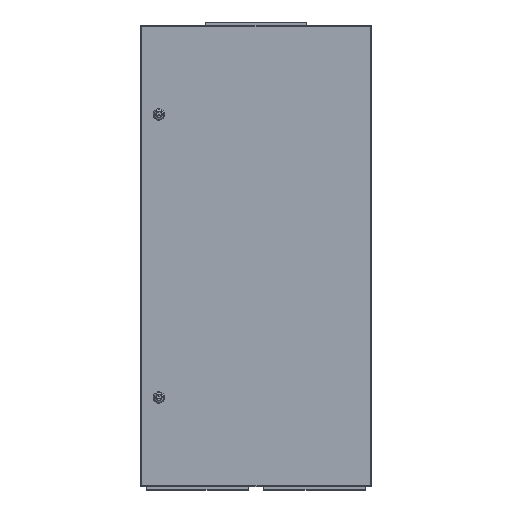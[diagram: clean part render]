
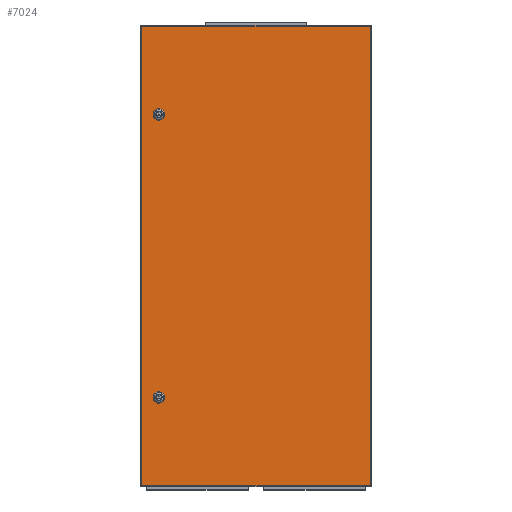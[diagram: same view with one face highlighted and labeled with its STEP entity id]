
A CAD part, top view. The second image highlights one B-rep face of the part: STEP entity #7024.
In plain terms, the highlighted planar face has unit normal (0, 0, 1).
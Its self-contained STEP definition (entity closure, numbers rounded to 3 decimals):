
#197 = AXIS2_PLACEMENT_3D ( 'NONE', #13327, #18768, #7991 ) ;
#412 = DIRECTION ( 'NONE',  ( 1., 0., 0. ) ) ;
#474 = CIRCLE ( 'NONE', #5344, 16. ) ;
#603 = VERTEX_POINT ( 'NONE', #18786 ) ;
#635 = CARTESIAN_POINT ( 'NONE',  ( -273.5, 398.5, 24.5 ) ) ;
#1041 = EDGE_CURVE ( 'NONE', #9429, #13290, #19985, .T. ) ;
#1075 = ORIENTED_EDGE ( 'NONE', *, *, #3520, .F. ) ;
#1415 = DIRECTION ( 'NONE',  ( 1., 0., 0. ) ) ;
#1871 = ORIENTED_EDGE ( 'NONE', *, *, #22021, .T. ) ;
#2088 = VECTOR ( 'NONE', #23101, 1000. ) ;
#2256 = LINE ( 'NONE', #16754, #16668 ) ;
#2364 = CIRCLE ( 'NONE', #19589, 16. ) ;
#2950 = ORIENTED_EDGE ( 'NONE', *, *, #5646, .F. ) ;
#3270 = CARTESIAN_POINT ( 'NONE',  ( -273.5, -398.5, 24.5 ) ) ;
#3520 = EDGE_CURVE ( 'NONE', #17943, #7976, #2364, .T. ) ;
#4159 = DIRECTION ( 'NONE',  ( 0., -1., 0. ) ) ;
#4447 = LINE ( 'NONE', #8680, #9215 ) ;
#4850 = DIRECTION ( 'NONE',  ( 1., 0., 0. ) ) ;
#5081 = DIRECTION ( 'NONE',  ( 1., 0., 0. ) ) ;
#5344 = AXIS2_PLACEMENT_3D ( 'NONE', #9870, #22470, #11691 ) ;
#5357 = AXIS2_PLACEMENT_3D ( 'NONE', #22004, #11223, #412 ) ;
#5364 = VERTEX_POINT ( 'NONE', #19279 ) ;
#5451 = CARTESIAN_POINT ( 'NONE',  ( -289.5, 398.5, 24.5 ) ) ;
#5646 = EDGE_CURVE ( 'NONE', #13290, #9429, #14938, .T. ) ;
#5761 = ORIENTED_EDGE ( 'NONE', *, *, #1041, .F. ) ;
#6663 = EDGE_CURVE ( 'NONE', #18301, #603, #4447, .T. ) ;
#6885 = ORIENTED_EDGE ( 'NONE', *, *, #23059, .T. ) ;
#7024 = ADVANCED_FACE ( 'NONE', ( #15781, #20567, #11546 ), #16972, .T. ) ;
#7029 = CARTESIAN_POINT ( 'NONE',  ( -257.5, 398.5, 24.5 ) ) ;
#7190 = CARTESIAN_POINT ( 'NONE',  ( 322.5, 647.5, 24.5 ) ) ;
#7253 = VECTOR ( 'NONE', #8669, 1000. ) ;
#7341 = ORIENTED_EDGE ( 'NONE', *, *, #15898, .F. ) ;
#7457 = CARTESIAN_POINT ( 'NONE',  ( -322.5, -647.5, 24.5 ) ) ;
#7772 = EDGE_LOOP ( 'NONE', ( #18987, #6885, #1871, #22729 ) ) ;
#7976 = VERTEX_POINT ( 'NONE', #16340 ) ;
#7991 = DIRECTION ( 'NONE',  ( 1., 0., 0. ) ) ;
#8642 = EDGE_LOOP ( 'NONE', ( #5761, #2950 ) ) ;
#8669 = DIRECTION ( 'NONE',  ( -1., 0., 0. ) ) ;
#8680 = CARTESIAN_POINT ( 'NONE',  ( -322.5, -647.5, 24.5 ) ) ;
#9121 = AXIS2_PLACEMENT_3D ( 'NONE', #635, #15638, #4850 ) ;
#9162 = EDGE_LOOP ( 'NONE', ( #1075, #7341 ) ) ;
#9215 = VECTOR ( 'NONE', #1415, 1000. ) ;
#9429 = VERTEX_POINT ( 'NONE', #7029 ) ;
#9870 = CARTESIAN_POINT ( 'NONE',  ( -273.5, -398.5, 24.5 ) ) ;
#11223 = DIRECTION ( 'NONE',  ( 0., 0., 1. ) ) ;
#11546 = FACE_BOUND ( 'NONE', #9162, .T. ) ;
#11632 = CARTESIAN_POINT ( 'NONE',  ( -257.5, -398.5, 24.5 ) ) ;
#11691 = DIRECTION ( 'NONE',  ( 1., 0., 0. ) ) ;
#11950 = LINE ( 'NONE', #12328, #2088 ) ;
#12033 = LINE ( 'NONE', #17674, #7253 ) ;
#12328 = CARTESIAN_POINT ( 'NONE',  ( 322.5, 647.5, 24.5 ) ) ;
#13290 = VERTEX_POINT ( 'NONE', #5451 ) ;
#13327 = CARTESIAN_POINT ( 'NONE',  ( 0., 0., 24.5 ) ) ;
#14024 = EDGE_CURVE ( 'NONE', #5364, #18301, #2256, .T. ) ;
#14938 = CIRCLE ( 'NONE', #5357, 16. ) ;
#15638 = DIRECTION ( 'NONE',  ( 0., 0., 1. ) ) ;
#15781 = FACE_BOUND ( 'NONE', #8642, .T. ) ;
#15884 = DIRECTION ( 'NONE',  ( 0., 0., 1. ) ) ;
#15898 = EDGE_CURVE ( 'NONE', #7976, #17943, #474, .T. ) ;
#16340 = CARTESIAN_POINT ( 'NONE',  ( -289.5, -398.5, 24.5 ) ) ;
#16668 = VECTOR ( 'NONE', #4159, 1000. ) ;
#16754 = CARTESIAN_POINT ( 'NONE',  ( -322.5, 647.5, 24.5 ) ) ;
#16972 = PLANE ( 'NONE',  #197 ) ;
#17674 = CARTESIAN_POINT ( 'NONE',  ( -322.5, 647.5, 24.5 ) ) ;
#17943 = VERTEX_POINT ( 'NONE', #11632 ) ;
#18301 = VERTEX_POINT ( 'NONE', #7457 ) ;
#18768 = DIRECTION ( 'NONE',  ( 0., 0., 1. ) ) ;
#18786 = CARTESIAN_POINT ( 'NONE',  ( 322.5, -647.5, 24.5 ) ) ;
#18987 = ORIENTED_EDGE ( 'NONE', *, *, #6663, .T. ) ;
#19279 = CARTESIAN_POINT ( 'NONE',  ( -322.5, 647.5, 24.5 ) ) ;
#19589 = AXIS2_PLACEMENT_3D ( 'NONE', #3270, #15884, #5081 ) ;
#19985 = CIRCLE ( 'NONE', #9121, 16. ) ;
#20567 = FACE_OUTER_BOUND ( 'NONE', #7772, .T. ) ;
#22004 = CARTESIAN_POINT ( 'NONE',  ( -273.5, 398.5, 24.5 ) ) ;
#22021 = EDGE_CURVE ( 'NONE', #22122, #5364, #12033, .T. ) ;
#22122 = VERTEX_POINT ( 'NONE', #7190 ) ;
#22470 = DIRECTION ( 'NONE',  ( 0., 0., 1. ) ) ;
#22729 = ORIENTED_EDGE ( 'NONE', *, *, #14024, .T. ) ;
#23059 = EDGE_CURVE ( 'NONE', #603, #22122, #11950, .T. ) ;
#23101 = DIRECTION ( 'NONE',  ( 0., 1., 0. ) ) ;
